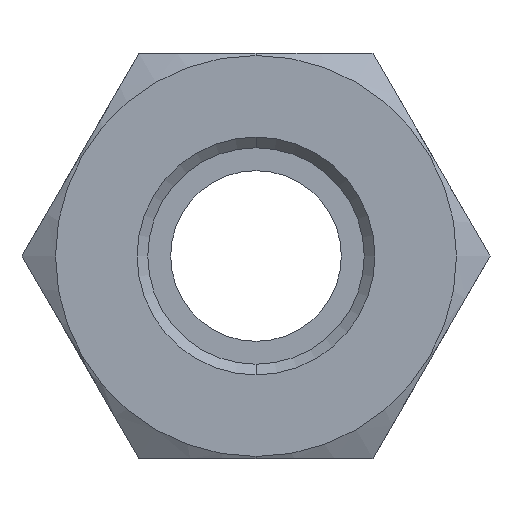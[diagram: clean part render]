
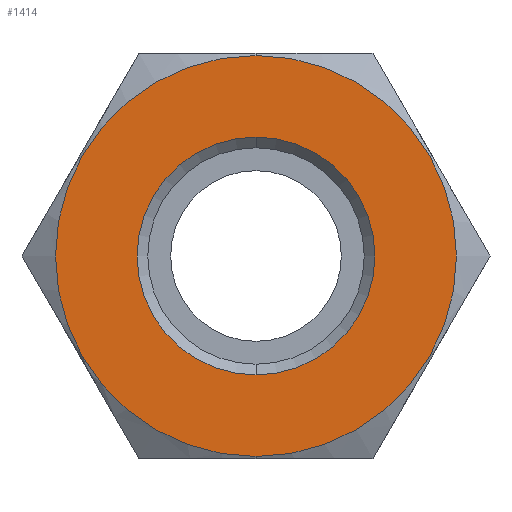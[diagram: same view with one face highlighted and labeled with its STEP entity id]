
A CAD part, front view. The second image highlights one B-rep face of the part: STEP entity #1414.
In plain terms, the highlighted planar face has unit normal (0, -1, 0).
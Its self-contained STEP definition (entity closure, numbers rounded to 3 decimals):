
#123 = PLANE ( 'NONE',  #1803 ) ;
#124 = CARTESIAN_POINT ( 'NONE',  ( -9.4, -23.265, 0. ) ) ;
#125 = DIRECTION ( 'NONE',  ( 0., 1., 0. ) ) ;
#126 = DIRECTION ( 'NONE',  ( 0., 0., -1. ) ) ;
#464 = EDGE_CURVE ( 'NONE', #1106, #1107, #1921, .T. ) ;
#465 = EDGE_CURVE ( 'NONE', #1111, #1110, #1918, .T. ) ;
#498 = CARTESIAN_POINT ( 'NONE',  ( 0., -23.265, 0. ) ) ;
#499 = DIRECTION ( 'NONE',  ( 0., 1., 0. ) ) ;
#500 = DIRECTION ( 'NONE',  ( 0., 0., -1. ) ) ;
#501 = CARTESIAN_POINT ( 'NONE',  ( 0., -23.265, 0. ) ) ;
#502 = DIRECTION ( 'NONE',  ( 0., -1., 0. ) ) ;
#503 = DIRECTION ( 'NONE',  ( 0., 0., 1. ) ) ;
#613 = CARTESIAN_POINT ( 'NONE',  ( 0., -23.265, -5.575 ) ) ;
#614 = CARTESIAN_POINT ( 'NONE',  ( 0., -23.265, 5.575 ) ) ;
#617 = CARTESIAN_POINT ( 'NONE',  ( 0., -23.265, 9.4 ) ) ;
#618 = CARTESIAN_POINT ( 'NONE',  ( 0., -23.265, -9.4 ) ) ;
#646 = CARTESIAN_POINT ( 'NONE',  ( 0., -23.265, 0. ) ) ;
#647 = DIRECTION ( 'NONE',  ( 0., -1., 0. ) ) ;
#648 = DIRECTION ( 'NONE',  ( 0., 0., 1. ) ) ;
#937 = CARTESIAN_POINT ( 'NONE',  ( 0., -23.265, 0. ) ) ;
#938 = DIRECTION ( 'NONE',  ( 0., 1., 0. ) ) ;
#939 = DIRECTION ( 'NONE',  ( 0., 0., -1. ) ) ;
#1106 = VERTEX_POINT ( 'NONE', #613 ) ;
#1107 = VERTEX_POINT ( 'NONE', #614 ) ;
#1110 = VERTEX_POINT ( 'NONE', #617 ) ;
#1111 = VERTEX_POINT ( 'NONE', #618 ) ;
#1178 = EDGE_CURVE ( 'NONE', #1110, #1111, #1884, .T. ) ;
#1359 = EDGE_CURVE ( 'NONE', #1107, #1106, #1827, .T. ) ;
#1414 = ADVANCED_FACE ( 'NONE', ( #1703, #1704 ), #123, .F. ) ;
#1540 = ORIENTED_EDGE ( 'NONE', *, *, #1359, .T. ) ;
#1541 = ORIENTED_EDGE ( 'NONE', *, *, #464, .T. ) ;
#1542 = ORIENTED_EDGE ( 'NONE', *, *, #465, .T. ) ;
#1544 = ORIENTED_EDGE ( 'NONE', *, *, #1178, .T. ) ;
#1703 = FACE_BOUND ( 'NONE', #2233, .T. ) ;
#1704 = FACE_OUTER_BOUND ( 'NONE', #2234, .T. ) ;
#1803 = AXIS2_PLACEMENT_3D ( 'NONE', #124, #125, #126 ) ;
#1819 = AXIS2_PLACEMENT_3D ( 'NONE', #937, #938, #939 ) ;
#1827 = CIRCLE ( 'NONE', #1819, 5.575 ) ;
#1882 = AXIS2_PLACEMENT_3D ( 'NONE', #646, #647, #648 ) ;
#1884 = CIRCLE ( 'NONE', #1882, 9.4 ) ;
#1917 = AXIS2_PLACEMENT_3D ( 'NONE', #501, #502, #503 ) ;
#1918 = CIRCLE ( 'NONE', #1917, 9.4 ) ;
#1919 = AXIS2_PLACEMENT_3D ( 'NONE', #498, #499, #500 ) ;
#1921 = CIRCLE ( 'NONE', #1919, 5.575 ) ;
#2233 = EDGE_LOOP ( 'NONE', ( #1540, #1541 ) ) ;
#2234 = EDGE_LOOP ( 'NONE', ( #1542, #1544 ) ) ;
